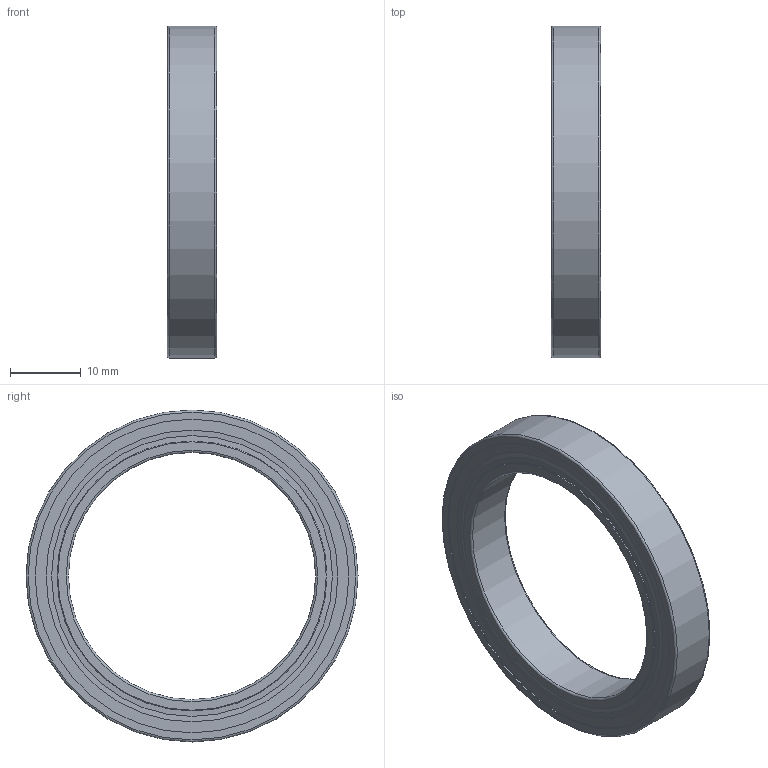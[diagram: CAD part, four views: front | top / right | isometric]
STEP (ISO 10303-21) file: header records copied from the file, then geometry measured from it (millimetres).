
FILE_DESCRIPTION( ( 'STEP AP214' ), '1' );
FILE_NAME( 'SKF_61807-2RS1.stp', '2022-04-28T13:20:28', ( 'License CC BY-ND 4.0' ), ( 'CADENAS' ), ' ', 'PARTsolutions', ' ' );
FILE_SCHEMA( ( 'AUTOMOTIVE_DESIGN { 1 0 10303 214 1 1 1 1 }' ) );
Length unit declared in the file: millimetre
Products named in the file (5): SKF_61807-2RS1; _SKF_61807-2RS1_PART1; _SKF_61807-2RS1_PART2; _SKF_61807-2RS1_PART3; _SKF_61807-2RS1_PART4
Assembly tree (40 placements, depth 2):
  SKF_61807-2RS1
    _SKF_61807-2RS1_PART1
    _SKF_61807-2RS1_PART2
    _SKF_61807-2RS1_PART3  x19
    _SKF_61807-2RS1_PART4  x19
Bounding box: 7 x 47 x 47 mm (x, y, z)
Volume: 3417.1 mm3; surface area: 6800.1 mm2
Topology: 21 solids, 21 shells, 59 faces, 127 edges, 97 vertices
Faces by surface type: sphere 19, cylinder 12, plane 10, torus 10, cone 8
Full cylindrical faces by diameter (mm): 35 x1, 38.21 x4, 43.2 x2, 44.4 x4, 47 x1
Entity records: 1540 total; most frequent: DIRECTION 244, CARTESIAN_POINT 166, AXIS2_PLACEMENT_3D 122, EDGE_LOOP 80, ORIENTED_EDGE 80, FACE_OUTER_BOUND 62, PRODUCT_DEFINITION_SHAPE 45, VERTEX_POINT 43
